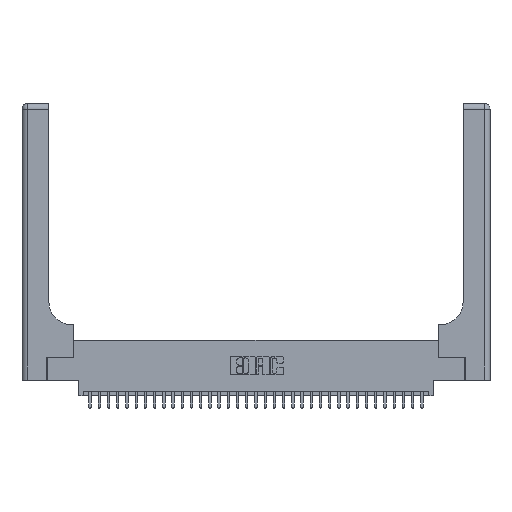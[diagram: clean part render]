
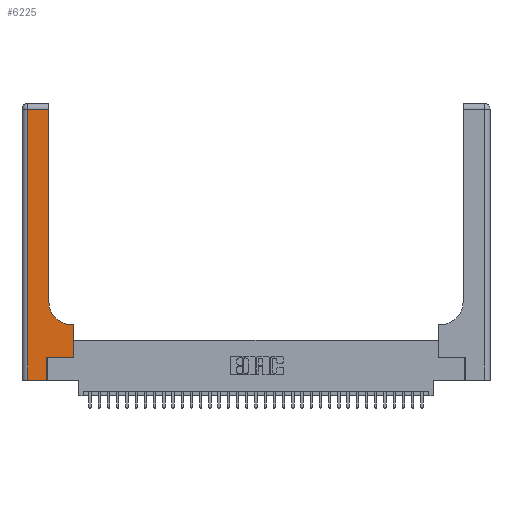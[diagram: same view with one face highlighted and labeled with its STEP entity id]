
A CAD part, top view. The second image highlights one B-rep face of the part: STEP entity #6225.
In plain terms, the highlighted planar face has unit normal (0, 0, 1).
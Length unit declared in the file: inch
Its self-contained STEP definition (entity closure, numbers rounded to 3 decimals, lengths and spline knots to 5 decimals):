
#33 = VECTOR ( 'NONE', #13130, 39.37008 ) ;
#374 = FACE_OUTER_BOUND ( 'NONE', #2815, .T. ) ;
#598 = CARTESIAN_POINT ( 'NONE',  ( 0.5415, 0.85, 0.37 ) ) ;
#876 = VECTOR ( 'NONE', #26720, 39.37008 ) ;
#1118 = PLANE ( 'NONE',  #33142 ) ;
#2469 = LINE ( 'NONE', #4357, #22443 ) ;
#2815 = EDGE_LOOP ( 'NONE', ( #32185, #23464, #30225, #9821, #18304, #10991, #18720, #33536, #5990 ) ) ;
#3287 = DIRECTION ( 'NONE',  ( 1., 0., 0. ) ) ;
#4357 = CARTESIAN_POINT ( 'NONE',  ( 0.269, 0.25, 0.37 ) ) ;
#4922 = DIRECTION ( 'NONE',  ( 0., -1., 0. ) ) ;
#5078 = EDGE_CURVE ( 'NONE', #9640, #15497, #2469, .T. ) ;
#5720 = DIRECTION ( 'NONE',  ( -1., 0., 0. ) ) ;
#5798 = DIRECTION ( 'NONE',  ( 0., 1., 0. ) ) ;
#5841 = VERTEX_POINT ( 'NONE', #15428 ) ;
#5949 = VERTEX_POINT ( 'NONE', #26757 ) ;
#5990 = ORIENTED_EDGE ( 'NONE', *, *, #22066, .T. ) ;
#6225 = ADVANCED_FACE ( 'NONE', ( #374 ), #1118, .F. ) ;
#7275 = VECTOR ( 'NONE', #5798, 39.37008 ) ;
#7284 = CARTESIAN_POINT ( 'NONE',  ( 0., 2.94, 0.37 ) ) ;
#7517 = DIRECTION ( 'NONE',  ( -1., 0., 0. ) ) ;
#7685 = VECTOR ( 'NONE', #32323, 39.37008 ) ;
#8287 = CARTESIAN_POINT ( 'NONE',  ( 0.5585, 0.6, 0.37 ) ) ;
#8398 = CARTESIAN_POINT ( 'NONE',  ( 0.2915, 0.6, 0.37 ) ) ;
#8906 = VECTOR ( 'NONE', #7517, 39.37008 ) ;
#9640 = VERTEX_POINT ( 'NONE', #21885 ) ;
#9821 = ORIENTED_EDGE ( 'NONE', *, *, #34599, .T. ) ;
#9927 = CARTESIAN_POINT ( 'NONE',  ( 0.269, 0., 0.37 ) ) ;
#10206 = CARTESIAN_POINT ( 'NONE',  ( 0.06, 3., 0.37 ) ) ;
#10386 = CARTESIAN_POINT ( 'NONE',  ( 0.2915, 3., 0.37 ) ) ;
#10768 = EDGE_CURVE ( 'NONE', #15497, #28109, #29373, .T. ) ;
#10991 = ORIENTED_EDGE ( 'NONE', *, *, #5078, .T. ) ;
#11026 = CARTESIAN_POINT ( 'NONE',  ( 0.06, 0., 0.37 ) ) ;
#11979 = CARTESIAN_POINT ( 'NONE',  ( 0., 3., 0.37 ) ) ;
#13130 = DIRECTION ( 'NONE',  ( 0., 1., 0. ) ) ;
#13328 = CARTESIAN_POINT ( 'NONE',  ( 0.5585, 0.25, 0.37 ) ) ;
#13839 = CARTESIAN_POINT ( 'NONE',  ( 0.269, 0., 0.37 ) ) ;
#14186 = VERTEX_POINT ( 'NONE', #24287 ) ;
#14258 = VERTEX_POINT ( 'NONE', #11026 ) ;
#14400 = LINE ( 'NONE', #10386, #33 ) ;
#14657 = VERTEX_POINT ( 'NONE', #9927 ) ;
#14697 = DIRECTION ( 'NONE',  ( -1., 0., 0. ) ) ;
#15428 = CARTESIAN_POINT ( 'NONE',  ( 0.06, 2.94, 0.37 ) ) ;
#15497 = VERTEX_POINT ( 'NONE', #29606 ) ;
#17345 = EDGE_CURVE ( 'NONE', #17774, #5841, #24285, .T. ) ;
#17483 = LINE ( 'NONE', #8398, #31071 ) ;
#17774 = VERTEX_POINT ( 'NONE', #28643 ) ;
#18304 = ORIENTED_EDGE ( 'NONE', *, *, #28714, .T. ) ;
#18720 = ORIENTED_EDGE ( 'NONE', *, *, #10768, .T. ) ;
#19595 = DIRECTION ( 'NONE',  ( 0., 0., -1. ) ) ;
#20898 = LINE ( 'NONE', #13839, #7275 ) ;
#21885 = CARTESIAN_POINT ( 'NONE',  ( 0.269, 0.25, 0.37 ) ) ;
#22066 = EDGE_CURVE ( 'NONE', #14186, #5949, #32407, .T. ) ;
#22443 = VECTOR ( 'NONE', #28813, 39.37008 ) ;
#22526 = VECTOR ( 'NONE', #4922, 39.37008 ) ;
#23303 = EDGE_CURVE ( 'NONE', #28109, #14186, #17483, .T. ) ;
#23464 = ORIENTED_EDGE ( 'NONE', *, *, #17345, .T. ) ;
#23995 = CARTESIAN_POINT ( 'NONE',  ( 0., 0., 0.37 ) ) ;
#24285 = LINE ( 'NONE', #7284, #8906 ) ;
#24287 = CARTESIAN_POINT ( 'NONE',  ( 0.5415, 0.6, 0.37 ) ) ;
#26720 = DIRECTION ( 'NONE',  ( 1., 0., 0. ) ) ;
#26757 = CARTESIAN_POINT ( 'NONE',  ( 0.2915, 0.85, 0.37 ) ) ;
#28109 = VERTEX_POINT ( 'NONE', #8287 ) ;
#28643 = CARTESIAN_POINT ( 'NONE',  ( 0.2915, 2.94, 0.37 ) ) ;
#28714 = EDGE_CURVE ( 'NONE', #14657, #9640, #20898, .T. ) ;
#28813 = DIRECTION ( 'NONE',  ( 1., 0., 0. ) ) ;
#28892 = LINE ( 'NONE', #23995, #876 ) ;
#29373 = LINE ( 'NONE', #13328, #7685 ) ;
#29606 = CARTESIAN_POINT ( 'NONE',  ( 0.5585, 0.25, 0.37 ) ) ;
#29608 = EDGE_CURVE ( 'NONE', #5841, #14258, #29719, .T. ) ;
#29719 = LINE ( 'NONE', #10206, #22526 ) ;
#30225 = ORIENTED_EDGE ( 'NONE', *, *, #29608, .T. ) ;
#30993 = DIRECTION ( 'NONE',  ( 0., 0., -1. ) ) ;
#31071 = VECTOR ( 'NONE', #5720, 39.37008 ) ;
#32185 = ORIENTED_EDGE ( 'NONE', *, *, #34600, .T. ) ;
#32323 = DIRECTION ( 'NONE',  ( 0., 1., 0. ) ) ;
#32407 = CIRCLE ( 'NONE', #33006, 0.25 ) ;
#33006 = AXIS2_PLACEMENT_3D ( 'NONE', #598, #19595, #3287 ) ;
#33142 = AXIS2_PLACEMENT_3D ( 'NONE', #11979, #30993, #14697 ) ;
#33536 = ORIENTED_EDGE ( 'NONE', *, *, #23303, .T. ) ;
#34599 = EDGE_CURVE ( 'NONE', #14258, #14657, #28892, .T. ) ;
#34600 = EDGE_CURVE ( 'NONE', #5949, #17774, #14400, .T. ) ;
